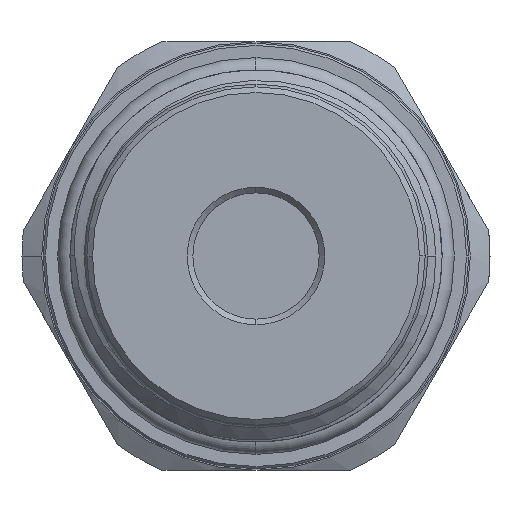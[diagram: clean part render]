
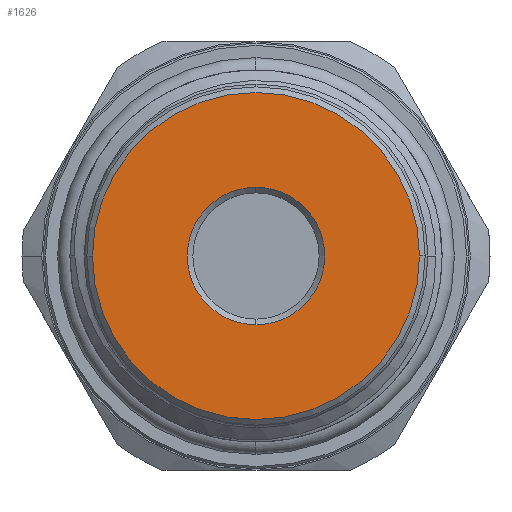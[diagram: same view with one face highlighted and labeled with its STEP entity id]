
A CAD part, left-side view. The second image highlights one B-rep face of the part: STEP entity #1626.
In plain terms, the highlighted planar face has unit normal (-1, 0, 0).
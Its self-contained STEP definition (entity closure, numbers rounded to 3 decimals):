
#441 = ORIENTED_EDGE ( 'NONE', *, *, #777, .T. ) ;
#442 = ORIENTED_EDGE ( 'NONE', *, *, #1343, .T. ) ;
#443 = ORIENTED_EDGE ( 'NONE', *, *, #1181, .T. ) ;
#444 = ORIENTED_EDGE ( 'NONE', *, *, #783, .T. ) ;
#777 = EDGE_CURVE ( 'NONE', #5198, #5197, #8154, .T. ) ;
#783 = EDGE_CURVE ( 'NONE', #5195, #5194, #8158, .T. ) ;
#1181 = EDGE_CURVE ( 'NONE', #5194, #5195, #8599, .T. ) ;
#1343 = EDGE_CURVE ( 'NONE', #5197, #5198, #8781, .T. ) ;
#1423 = AXIS2_PLACEMENT_3D ( 'NONE', #1986, #1939, #1958 ) ;
#1426 = AXIS2_PLACEMENT_3D ( 'NONE', #1962, #1952, #1945 ) ;
#1626 = ADVANCED_FACE ( 'NONE', ( #9170, #9177 ), #6816, .F. ) ;
#1939 = DIRECTION ( 'NONE',  ( -1., 0., 0. ) ) ;
#1945 = DIRECTION ( 'NONE',  ( 0., 1., 0. ) ) ;
#1952 = DIRECTION ( 'NONE',  ( 1., 0., 0. ) ) ;
#1958 = DIRECTION ( 'NONE',  ( 0., 1., 0. ) ) ;
#1962 = CARTESIAN_POINT ( 'NONE',  ( -46.8, 0., 0. ) ) ;
#1986 = CARTESIAN_POINT ( 'NONE',  ( -46.8, 0., 0. ) ) ;
#4704 = EDGE_LOOP ( 'NONE', ( #441, #442 ) ) ;
#4781 = EDGE_LOOP ( 'NONE', ( #443, #444 ) ) ;
#5194 = VERTEX_POINT ( 'NONE', #11390 ) ;
#5195 = VERTEX_POINT ( 'NONE', #11385 ) ;
#5197 = VERTEX_POINT ( 'NONE', #11386 ) ;
#5198 = VERTEX_POINT ( 'NONE', #11392 ) ;
#6813 = CARTESIAN_POINT ( 'NONE',  ( -46.8, 0., 0. ) ) ;
#6816 = PLANE ( 'NONE',  #10004 ) ;
#6818 = DIRECTION ( 'NONE',  ( 1., 0., 0. ) ) ;
#6819 = DIRECTION ( 'NONE',  ( 0., 1., 0. ) ) ;
#8154 = CIRCLE ( 'NONE', #1423, 14.5 ) ;
#8158 = CIRCLE ( 'NONE', #1426, 6.1 ) ;
#8599 = CIRCLE ( 'NONE', #9385, 6.1 ) ;
#8781 = CIRCLE ( 'NONE', #9482, 14.5 ) ;
#9170 = FACE_OUTER_BOUND ( 'NONE', #4704, .T. ) ;
#9177 = FACE_BOUND ( 'NONE', #4781, .T. ) ;
#9385 = AXIS2_PLACEMENT_3D ( 'NONE', #13665, #13666, #13667 ) ;
#9482 = AXIS2_PLACEMENT_3D ( 'NONE', #14453, #14454, #14455 ) ;
#10004 = AXIS2_PLACEMENT_3D ( 'NONE', #6813, #6818, #6819 ) ;
#11385 = CARTESIAN_POINT ( 'NONE',  ( -46.8, 0., -6.1 ) ) ;
#11386 = CARTESIAN_POINT ( 'NONE',  ( -46.8, -14.5, 0. ) ) ;
#11390 = CARTESIAN_POINT ( 'NONE',  ( -46.8, 0., 6.1 ) ) ;
#11392 = CARTESIAN_POINT ( 'NONE',  ( -46.8, 14.5, 0. ) ) ;
#13665 = CARTESIAN_POINT ( 'NONE',  ( -46.8, 0., 0. ) ) ;
#13666 = DIRECTION ( 'NONE',  ( 1., 0., 0. ) ) ;
#13667 = DIRECTION ( 'NONE',  ( 0., 1., 0. ) ) ;
#14453 = CARTESIAN_POINT ( 'NONE',  ( -46.8, 0., 0. ) ) ;
#14454 = DIRECTION ( 'NONE',  ( -1., 0., 0. ) ) ;
#14455 = DIRECTION ( 'NONE',  ( 0., 1., 0. ) ) ;
